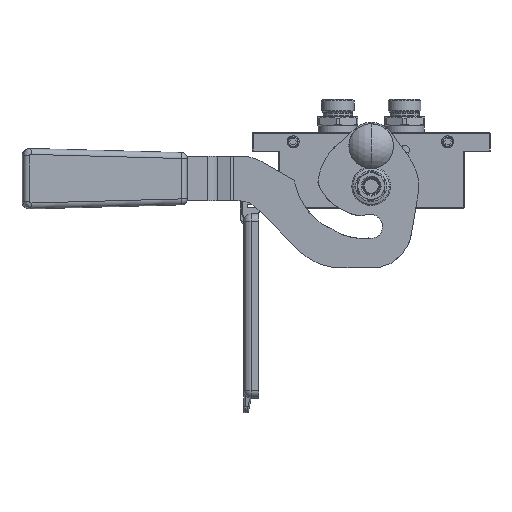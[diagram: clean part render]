
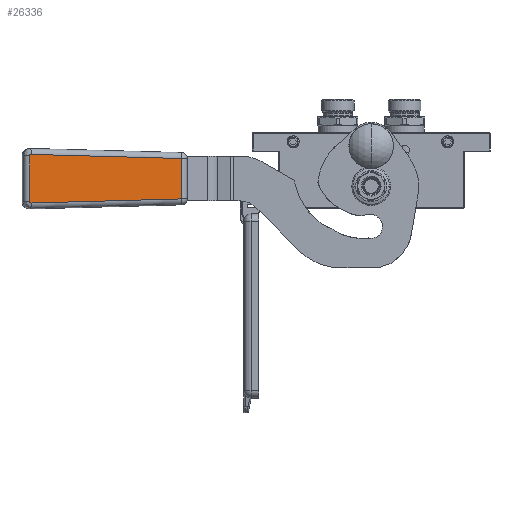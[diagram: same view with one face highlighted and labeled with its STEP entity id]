
A CAD part, front view. The second image highlights one B-rep face of the part: STEP entity #26336.
In plain terms, the highlighted face is planar.
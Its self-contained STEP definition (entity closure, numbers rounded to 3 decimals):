
#1445 = CARTESIAN_POINT ( 'NONE',  ( -15.363, 15.945, -4.054 ) ) ;
#2096 = CARTESIAN_POINT ( 'NONE',  ( 16.364, 15.932, -5.014 ) ) ;
#2391 = CARTESIAN_POINT ( 'NONE',  ( 16.301, 15.937, -4.688 ) ) ;
#2521 = ORIENTED_EDGE ( 'NONE', *, *, #58818, .F. ) ;
#4489 = CARTESIAN_POINT ( 'NONE',  ( 15.562, 15.945, -4.067 ) ) ;
#4799 = CARTESIAN_POINT ( 'NONE',  ( 15.363, 15.945, -4.054 ) ) ;
#4811 = VERTEX_POINT ( 'NONE', #76588 ) ;
#6319 = EDGE_CURVE ( 'NONE', #42904, #4811, #80429, .T. ) ;
#8497 = CARTESIAN_POINT ( 'NONE',  ( -15.931, 15.943, -4.223 ) ) ;
#8815 = CARTESIAN_POINT ( 'NONE',  ( -16.209, 15.939, -4.509 ) ) ;
#9117 = CARTESIAN_POINT ( 'NONE',  ( -16.301, 15.937, -4.688 ) ) ;
#9721 = ORIENTED_EDGE ( 'NONE', *, *, #41816, .F. ) ;
#10242 = CARTESIAN_POINT ( 'NONE',  ( 16.363, 15.931, -5.081 ) ) ;
#11911 = CARTESIAN_POINT ( 'NONE',  ( 15.754, 15.944, -4.127 ) ) ;
#17769 = VECTOR ( 'NONE', #67260, 1000. ) ;
#18992 = CARTESIAN_POINT ( 'NONE',  ( 15.43, 15.945, -4.054 ) ) ;
#25020 = VERTEX_POINT ( 'NONE', #48526 ) ;
#26336 = ADVANCED_FACE ( 'NONE', ( #84913 ), #76506, .F. ) ;
#29168 = LINE ( 'NONE', #40594, #56853 ) ;
#30467 = CARTESIAN_POINT ( 'NONE',  ( 16.363, 15.931, -5.081 ) ) ;
#30985 = LINE ( 'NONE', #74343, #17769 ) ;
#33293 = DIRECTION ( 'NONE',  ( 0., -0.014, -1. ) ) ;
#35300 = CARTESIAN_POINT ( 'NONE',  ( -13.607, 14.553, -107.054 ) ) ;
#39568 = EDGE_CURVE ( 'NONE', #44213, #52326, #42764, .T. ) ;
#40594 = CARTESIAN_POINT ( 'NONE',  ( -13.607, 14.553, -107.054 ) ) ;
#40693 = CARTESIAN_POINT ( 'NONE',  ( 50., 16., 0. ) ) ;
#41712 = CARTESIAN_POINT ( 'NONE',  ( -15.363, 15.945, -4.054 ) ) ;
#41816 = EDGE_CURVE ( 'NONE', #4811, #62884, #57487, .T. ) ;
#42764 = B_SPLINE_CURVE_WITH_KNOTS ( 'NONE', 3,
 ( #30467, #2096, #51505, #2391, #87276, #61335, #75170, #11911, #4489, #18992, #4799 ),
 .UNSPECIFIED., .F., .F.,
 ( 4, 1, 1, 1, 1, 1, 1, 1, 4 ),
 ( 0., 0.125, 0.25, 0.375, 0.5, 0.625, 0.75, 0.875, 1. ),
 .UNSPECIFIED. ) ;
#42904 = VERTEX_POINT ( 'NONE', #41712 ) ;
#44213 = VERTEX_POINT ( 'NONE', #10242 ) ;
#46126 = ORIENTED_EDGE ( 'NONE', *, *, #39568, .F. ) ;
#46951 = ORIENTED_EDGE ( 'NONE', *, *, #86137, .F. ) ;
#48526 = CARTESIAN_POINT ( 'NONE',  ( 13.607, 14.553, -107.054 ) ) ;
#49653 = CARTESIAN_POINT ( 'NONE',  ( -16.363, 15.931, -5.081 ) ) ;
#50681 = LINE ( 'NONE', #82485, #88177 ) ;
#51505 = CARTESIAN_POINT ( 'NONE',  ( 16.355, 15.934, -4.882 ) ) ;
#51755 = CARTESIAN_POINT ( 'NONE',  ( -15.754, 15.944, -4.127 ) ) ;
#51914 = EDGE_CURVE ( 'NONE', #25020, #44213, #50681, .T. ) ;
#52326 = VERTEX_POINT ( 'NONE', #82717 ) ;
#53829 = DIRECTION ( 'NONE',  ( 0.027, 0.014, 1. ) ) ;
#55271 = VECTOR ( 'NONE', #64138, 1000. ) ;
#55957 = ORIENTED_EDGE ( 'NONE', *, *, #51914, .F. ) ;
#56853 = VECTOR ( 'NONE', #61943, 1000. ) ;
#57487 = LINE ( 'NONE', #49653, #55271 ) ;
#57958 = CARTESIAN_POINT ( 'NONE',  ( -16.355, 15.934, -4.882 ) ) ;
#58550 = CARTESIAN_POINT ( 'NONE',  ( -15.43, 15.945, -4.054 ) ) ;
#58818 = EDGE_CURVE ( 'NONE', #52326, #42904, #30985, .T. ) ;
#58861 = CARTESIAN_POINT ( 'NONE',  ( -16.364, 15.932, -5.014 ) ) ;
#61335 = CARTESIAN_POINT ( 'NONE',  ( 16.084, 15.941, -4.352 ) ) ;
#61943 = DIRECTION ( 'NONE',  ( 1., 0., 0. ) ) ;
#62884 = VERTEX_POINT ( 'NONE', #35300 ) ;
#63736 = EDGE_LOOP ( 'NONE', ( #46951, #9721, #68056, #2521, #46126, #55957 ) ) ;
#64138 = DIRECTION ( 'NONE',  ( 0.027, -0.014, -1. ) ) ;
#67260 = DIRECTION ( 'NONE',  ( -1., 0., 0. ) ) ;
#68056 = ORIENTED_EDGE ( 'NONE', *, *, #6319, .F. ) ;
#74343 = CARTESIAN_POINT ( 'NONE',  ( 15.363, 15.945, -4.054 ) ) ;
#75170 = CARTESIAN_POINT ( 'NONE',  ( 15.931, 15.943, -4.223 ) ) ;
#76506 = PLANE ( 'NONE',  #83261 ) ;
#76588 = CARTESIAN_POINT ( 'NONE',  ( -16.363, 15.931, -5.081 ) ) ;
#78887 = CARTESIAN_POINT ( 'NONE',  ( -16.363, 15.931, -5.081 ) ) ;
#79186 = CARTESIAN_POINT ( 'NONE',  ( -16.084, 15.941, -4.352 ) ) ;
#80429 = B_SPLINE_CURVE_WITH_KNOTS ( 'NONE', 3,
 ( #1445, #58550, #87226, #51755, #8497, #79186, #8815, #9117, #57958, #58861, #78887 ),
 .UNSPECIFIED., .F., .F.,
 ( 4, 1, 1, 1, 1, 1, 1, 1, 4 ),
 ( 0., 0.125, 0.25, 0.375, 0.5, 0.625, 0.75, 0.875, 1. ),
 .UNSPECIFIED. ) ;
#82485 = CARTESIAN_POINT ( 'NONE',  ( 13.607, 14.553, -107.054 ) ) ;
#82717 = CARTESIAN_POINT ( 'NONE',  ( 15.363, 15.945, -4.054 ) ) ;
#83261 = AXIS2_PLACEMENT_3D ( 'NONE', #40693, #90083, #33293 ) ;
#84913 = FACE_OUTER_BOUND ( 'NONE', #63736, .T. ) ;
#86137 = EDGE_CURVE ( 'NONE', #62884, #25020, #29168, .T. ) ;
#87226 = CARTESIAN_POINT ( 'NONE',  ( -15.562, 15.945, -4.067 ) ) ;
#87276 = CARTESIAN_POINT ( 'NONE',  ( 16.209, 15.939, -4.509 ) ) ;
#88177 = VECTOR ( 'NONE', #53829, 1000. ) ;
#90083 = DIRECTION ( 'NONE',  ( 0., -1., 0.014 ) ) ;
